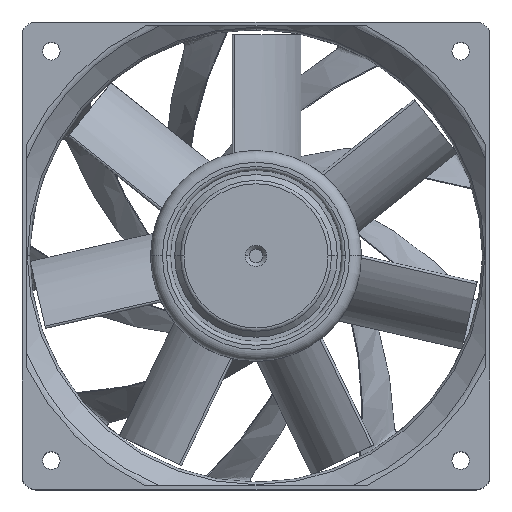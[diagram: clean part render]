
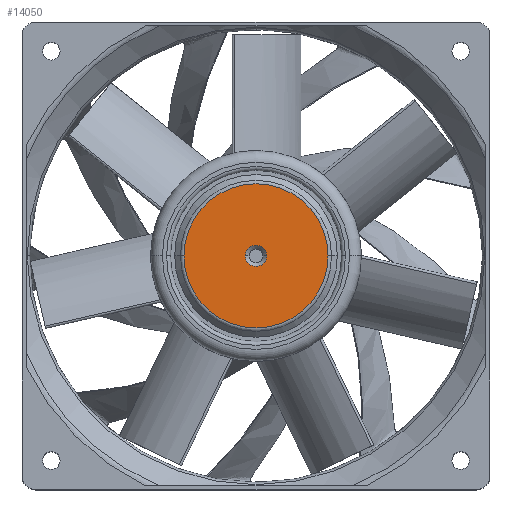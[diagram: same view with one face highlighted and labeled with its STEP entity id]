
A CAD part, top view. The second image highlights one B-rep face of the part: STEP entity #14050.
In plain terms, the highlighted planar face has unit normal (0, 0, 1).
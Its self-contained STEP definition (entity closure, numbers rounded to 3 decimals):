
#357 = VERTEX_POINT ( 'NONE', #12864 ) ;
#1487 = ORIENTED_EDGE ( 'NONE', *, *, #18007, .T. ) ;
#1994 = DIRECTION ( 'NONE',  ( 1., 0., 0. ) ) ;
#2059 = VERTEX_POINT ( 'NONE', #18090 ) ;
#2129 = CIRCLE ( 'NONE', #11996, 2.731 ) ;
#3324 = AXIS2_PLACEMENT_3D ( 'NONE', #14330, #6000, #16081 ) ;
#4353 = EDGE_CURVE ( 'NONE', #357, #5617, #7408, .T. ) ;
#4869 = EDGE_LOOP ( 'NONE', ( #13028, #13060 ) ) ;
#4944 = DIRECTION ( 'NONE',  ( 0., 0., -1. ) ) ;
#5294 = DIRECTION ( 'NONE',  ( 0., 0., 1. ) ) ;
#5617 = VERTEX_POINT ( 'NONE', #6515 ) ;
#6000 = DIRECTION ( 'NONE',  ( 0., 0., -1. ) ) ;
#6383 = CIRCLE ( 'NONE', #18118, 18.49 ) ;
#6515 = CARTESIAN_POINT ( 'NONE',  ( -18.49, 0., 37. ) ) ;
#7022 = CARTESIAN_POINT ( 'NONE',  ( 0., 0., 37. ) ) ;
#7408 = CIRCLE ( 'NONE', #18937, 18.49 ) ;
#7557 = AXIS2_PLACEMENT_3D ( 'NONE', #9066, #5294, #1994 ) ;
#8085 = FACE_OUTER_BOUND ( 'NONE', #4869, .T. ) ;
#8550 = EDGE_CURVE ( 'NONE', #18556, #2059, #18461, .T. ) ;
#9066 = CARTESIAN_POINT ( 'NONE',  ( 0., 0., 37. ) ) ;
#11996 = AXIS2_PLACEMENT_3D ( 'NONE', #21664, #4944, #19894 ) ;
#12337 = DIRECTION ( 'NONE',  ( 0., 0., 1. ) ) ;
#12864 = CARTESIAN_POINT ( 'NONE',  ( 18.49, 0., 37. ) ) ;
#13028 = ORIENTED_EDGE ( 'NONE', *, *, #16290, .T. ) ;
#13060 = ORIENTED_EDGE ( 'NONE', *, *, #4353, .T. ) ;
#13527 = DIRECTION ( 'NONE',  ( 1., 0., 0. ) ) ;
#13656 = CARTESIAN_POINT ( 'NONE',  ( 2.731, 0., 37. ) ) ;
#14050 = ADVANCED_FACE ( 'NONE', ( #8085, #20914 ), #15383, .T. ) ;
#14330 = CARTESIAN_POINT ( 'NONE',  ( 0., 0., 37. ) ) ;
#15383 = PLANE ( 'NONE',  #7557 ) ;
#15797 = CARTESIAN_POINT ( 'NONE',  ( 0., 0., 37. ) ) ;
#15933 = DIRECTION ( 'NONE',  ( 1., 0., 0. ) ) ;
#16081 = DIRECTION ( 'NONE',  ( 1., 0., 0. ) ) ;
#16290 = EDGE_CURVE ( 'NONE', #5617, #357, #6383, .T. ) ;
#17198 = EDGE_LOOP ( 'NONE', ( #19043, #1487 ) ) ;
#18007 = EDGE_CURVE ( 'NONE', #2059, #18556, #2129, .T. ) ;
#18090 = CARTESIAN_POINT ( 'NONE',  ( -2.731, 0., 37. ) ) ;
#18118 = AXIS2_PLACEMENT_3D ( 'NONE', #15797, #12337, #15933 ) ;
#18461 = CIRCLE ( 'NONE', #3324, 2.731 ) ;
#18556 = VERTEX_POINT ( 'NONE', #13656 ) ;
#18561 = DIRECTION ( 'NONE',  ( 0., 0., 1. ) ) ;
#18937 = AXIS2_PLACEMENT_3D ( 'NONE', #7022, #18561, #13527 ) ;
#19043 = ORIENTED_EDGE ( 'NONE', *, *, #8550, .T. ) ;
#19894 = DIRECTION ( 'NONE',  ( 1., 0., 0. ) ) ;
#20914 = FACE_BOUND ( 'NONE', #17198, .T. ) ;
#21664 = CARTESIAN_POINT ( 'NONE',  ( 0., 0., 37. ) ) ;
